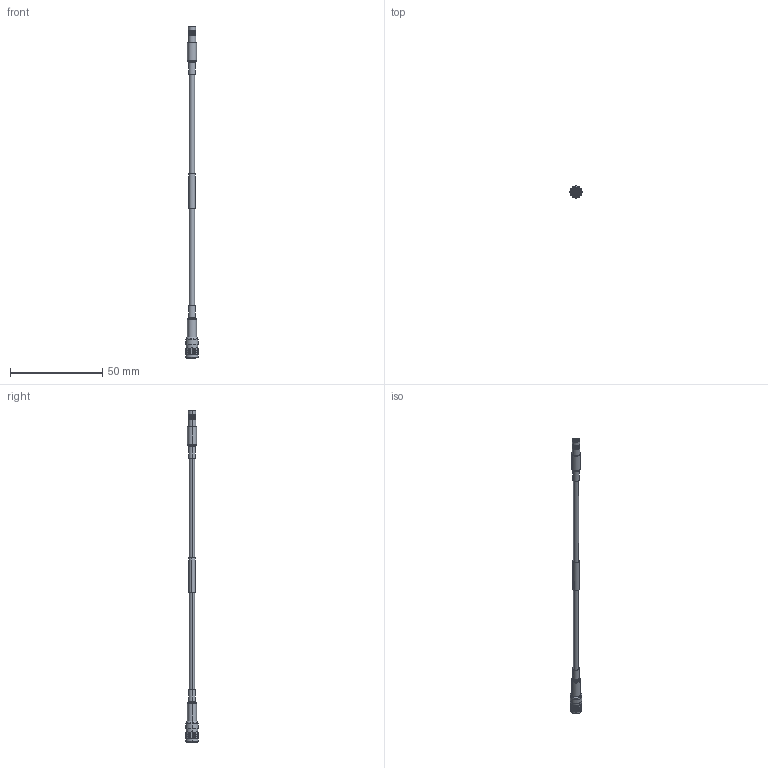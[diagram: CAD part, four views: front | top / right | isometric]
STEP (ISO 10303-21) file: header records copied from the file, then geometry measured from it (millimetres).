
FILE_DESCRIPTION (( 'STEP AP214' ), '1' );
FILE_NAME ('FMC00922_3D.STEP', '2022-09-01T05:15:01', ( '' ), ( '' ), 'SwSTEP 2.0', 'SolidWorks 2021', '' );
FILE_SCHEMA (( 'AUTOMOTIVE_DESIGN' ));
Length unit declared in the file: inch
Products named in the file (6): FMC00922_3D; LMR-100A-PVC; Copy of Label-100^FMC00922; Copy of HeatShrink-LMR-100A^FMC00922; SC9561; SC8841
Assembly tree (6 placements, depth 2):
  FMC00922_3D
    LMR-100A-PVC
    Copy of HeatShrink-LMR-100A^FMC00922  x2
    Copy of Label-100^FMC00922
    SC9561
    SC8841
Bounding box: 6.5 x 6.5 x 179.55 mm (x, y, z)
Volume: 2133.3 mm3; surface area: 3222.8 mm2
Topology: 8 solids, 8 shells, 2698 faces, 5675 edges, 3007 vertices
Faces by surface type: bspline 2008, cylinder 573, plane 62, cone 31, torus 24
Entity records: 92390 total; most frequent: CARTESIAN_POINT 57015, ORIENTED_EDGE 11306, EDGE_CURVE 5653, VERTEX_POINT 2995, EDGE_LOOP 2704, ADVANCED_FACE 2686, FACE_OUTER_BOUND 2686, B_SPLINE_CURVE_WITH_KNOTS 2316
